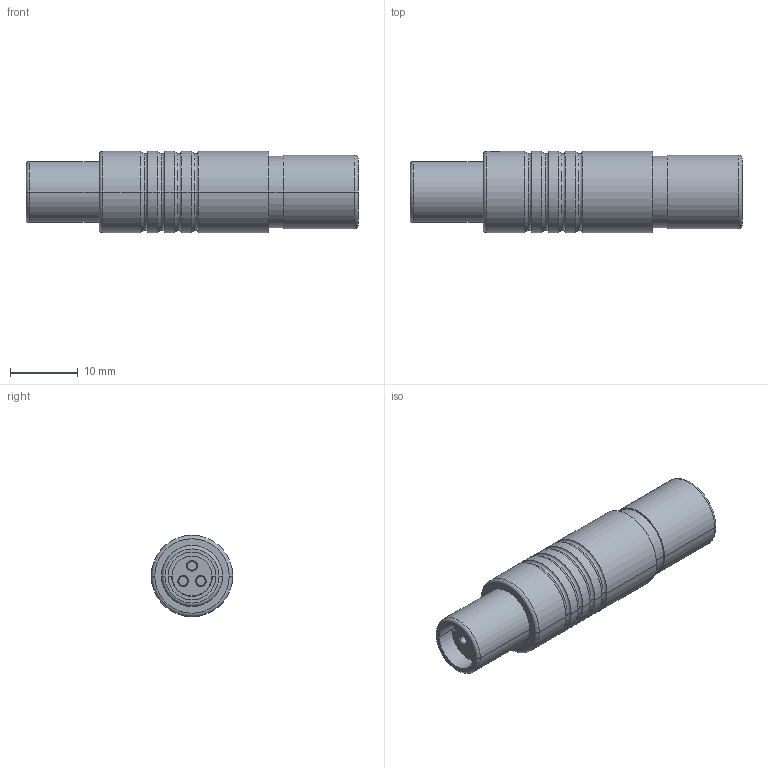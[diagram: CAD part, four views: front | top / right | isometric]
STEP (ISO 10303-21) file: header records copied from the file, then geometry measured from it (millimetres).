
FILE_DESCRIPTION((''),'2;1');
FILE_NAME('S31F1C-P03L','2021-02-03T15:20:13',('RTrager'),(''),'CREO PARAMETRIC BY PTC INC, 2018300','CREO PARAMETRIC BY PTC INC, 2018300','');
FILE_SCHEMA(('AP242_MANAGED_MODEL_BASED_3D_ENGINEERING_MIM_LF { 1 0 10303 442 1 1 4 }'));
Length unit declared in the file: millimetre
Products named in the file (1): S31F1C-P03L
Bounding box: 49 x 12 x 12 mm (x, y, z)
Volume: 3761.2 mm3; surface area: 3096 mm2
Topology: 1 solids, 1 shells, 105 faces, 228 edges, 138 vertices
Faces by surface type: cylinder 53, plane 21, torus 17, cone 14
Entity records: 4737 total; most frequent: CARTESIAN_POINT 642, DIRECTION 550, ORIENTED_EDGE 456, PRESENTATION_STYLE_ASSIGNMENT 329, STYLED_ITEM 280, AXIS2_PLACEMENT_3D 235, CURVE_STYLE 228, EDGE_CURVE 228
